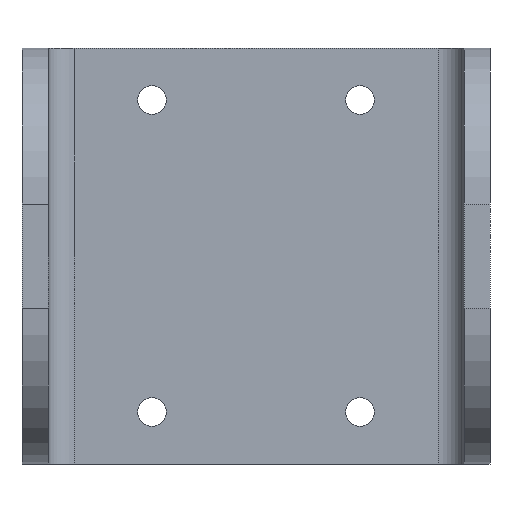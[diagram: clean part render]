
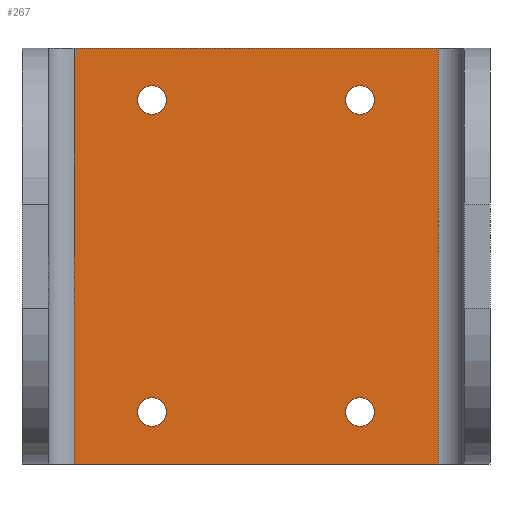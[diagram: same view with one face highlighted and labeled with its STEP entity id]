
A CAD part, front view. The second image highlights one B-rep face of the part: STEP entity #267.
In plain terms, the highlighted planar face has unit normal (0, -1, 0).
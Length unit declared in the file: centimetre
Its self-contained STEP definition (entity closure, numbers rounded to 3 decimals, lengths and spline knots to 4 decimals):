
#6 = FACE_BOUND ( 'NONE', #745, .T. ) ;
#22 = CARTESIAN_POINT ( 'NONE',  ( 0., 0., 0. ) ) ;
#24 = LINE ( 'NONE', #851, #932 ) ;
#27 = LINE ( 'NONE', #22, #1057 ) ;
#55 = CIRCLE ( 'NONE', #478, 0.275 ) ;
#59 = ORIENTED_EDGE ( 'NONE', *, *, #577, .F. ) ;
#75 = ORIENTED_EDGE ( 'NONE', *, *, #195, .F. ) ;
#81 = CARTESIAN_POINT ( 'NONE',  ( 0.5, 0., 0. ) ) ;
#82 = ORIENTED_EDGE ( 'NONE', *, *, #602, .F. ) ;
#84 = CARTESIAN_POINT ( 'NONE',  ( 6., 0., -7.275 ) ) ;
#88 = DIRECTION ( 'NONE',  ( 0., 0., 1. ) ) ;
#106 = DIRECTION ( 'NONE',  ( 0., -1., 0. ) ) ;
#116 = DIRECTION ( 'NONE',  ( 0., 0., -1. ) ) ;
#126 = VERTEX_POINT ( 'NONE', #1070 ) ;
#133 = EDGE_CURVE ( 'NONE', #202, #512, #345, .T. ) ;
#134 = ORIENTED_EDGE ( 'NONE', *, *, #1095, .F. ) ;
#169 = CARTESIAN_POINT ( 'NONE',  ( 6., 0., -7. ) ) ;
#174 = CARTESIAN_POINT ( 'NONE',  ( 6., 0., -1. ) ) ;
#179 = DIRECTION ( 'NONE',  ( 0., 0., -1. ) ) ;
#180 = EDGE_LOOP ( 'NONE', ( #555, #692 ) ) ;
#195 = EDGE_CURVE ( 'NONE', #738, #1027, #835, .T. ) ;
#202 = VERTEX_POINT ( 'NONE', #277 ) ;
#208 = CIRCLE ( 'NONE', #1094, 0.275 ) ;
#225 = AXIS2_PLACEMENT_3D ( 'NONE', #169, #106, #990 ) ;
#267 = ADVANCED_FACE ( 'NONE', ( #999, #541, #452, #6, #811 ), #906, .T. ) ;
#277 = CARTESIAN_POINT ( 'NONE',  ( 6., 0., -1.275 ) ) ;
#304 = EDGE_CURVE ( 'NONE', #600, #972, #27, .T. ) ;
#331 = CARTESIAN_POINT ( 'NONE',  ( 2., 0., -1. ) ) ;
#345 = CIRCLE ( 'NONE', #757, 0.275 ) ;
#361 = LINE ( 'NONE', #902, #686 ) ;
#365 = DIRECTION ( 'NONE',  ( 0., 0., -1. ) ) ;
#369 = DIRECTION ( 'NONE',  ( 0., 0., -1. ) ) ;
#378 = CARTESIAN_POINT ( 'NONE',  ( 6., 0., -1. ) ) ;
#398 = CARTESIAN_POINT ( 'NONE',  ( 6., 0., -6.725 ) ) ;
#428 = CARTESIAN_POINT ( 'NONE',  ( 7.5, 0., -8. ) ) ;
#429 = VERTEX_POINT ( 'NONE', #428 ) ;
#450 = DIRECTION ( 'NONE',  ( -1., 0., 0. ) ) ;
#452 = FACE_BOUND ( 'NONE', #1068, .T. ) ;
#453 = CARTESIAN_POINT ( 'NONE',  ( 2., 0., -1. ) ) ;
#462 = DIRECTION ( 'NONE',  ( 0., 0., -1. ) ) ;
#478 = AXIS2_PLACEMENT_3D ( 'NONE', #174, #993, #179 ) ;
#512 = VERTEX_POINT ( 'NONE', #1054 ) ;
#541 = FACE_BOUND ( 'NONE', #549, .T. ) ;
#545 = DIRECTION ( 'NONE',  ( 0., 0., -1. ) ) ;
#548 = CARTESIAN_POINT ( 'NONE',  ( 2., 0., -7. ) ) ;
#549 = EDGE_LOOP ( 'NONE', ( #59, #75 ) ) ;
#555 = ORIENTED_EDGE ( 'NONE', *, *, #610, .F. ) ;
#557 = DIRECTION ( 'NONE',  ( 0., 0., -1. ) ) ;
#577 = EDGE_CURVE ( 'NONE', #1027, #738, #910, .T. ) ;
#583 = ORIENTED_EDGE ( 'NONE', *, *, #954, .F. ) ;
#593 = CARTESIAN_POINT ( 'NONE',  ( 0.5, 0., -8. ) ) ;
#600 = VERTEX_POINT ( 'NONE', #81 ) ;
#602 = EDGE_CURVE ( 'NONE', #429, #1006, #1004, .T. ) ;
#605 = ORIENTED_EDGE ( 'NONE', *, *, #133, .F. ) ;
#610 = EDGE_CURVE ( 'NONE', #665, #660, #208, .T. ) ;
#629 = CARTESIAN_POINT ( 'NONE',  ( 2., 0., -7.275 ) ) ;
#640 = DIRECTION ( 'NONE',  ( 0., -1., 0. ) ) ;
#660 = VERTEX_POINT ( 'NONE', #800 ) ;
#665 = VERTEX_POINT ( 'NONE', #629 ) ;
#681 = ORIENTED_EDGE ( 'NONE', *, *, #760, .T. ) ;
#683 = AXIS2_PLACEMENT_3D ( 'NONE', #1164, #1091, #545 ) ;
#686 = VECTOR ( 'NONE', #88, 100. ) ;
#692 = ORIENTED_EDGE ( 'NONE', *, *, #1025, .F. ) ;
#696 = EDGE_CURVE ( 'NONE', #512, #202, #55, .T. ) ;
#704 = CARTESIAN_POINT ( 'NONE',  ( 7.5, 0., 0. ) ) ;
#738 = VERTEX_POINT ( 'NONE', #398 ) ;
#739 = VECTOR ( 'NONE', #450, 100. ) ;
#745 = EDGE_LOOP ( 'NONE', ( #583, #134 ) ) ;
#757 = AXIS2_PLACEMENT_3D ( 'NONE', #378, #1160, #365 ) ;
#760 = EDGE_CURVE ( 'NONE', #600, #1006, #24, .T. ) ;
#764 = DIRECTION ( 'NONE',  ( 1., 0., 0. ) ) ;
#778 = CIRCLE ( 'NONE', #986, 0.275 ) ;
#800 = CARTESIAN_POINT ( 'NONE',  ( 2., 0., -6.725 ) ) ;
#811 = FACE_OUTER_BOUND ( 'NONE', #875, .T. ) ;
#816 = DIRECTION ( 'NONE',  ( 0., -1., 0. ) ) ;
#817 = CIRCLE ( 'NONE', #1040, 0.275 ) ;
#830 = ORIENTED_EDGE ( 'NONE', *, *, #304, .F. ) ;
#835 = CIRCLE ( 'NONE', #225, 0.275 ) ;
#851 = CARTESIAN_POINT ( 'NONE',  ( 0.5, 0., 0. ) ) ;
#858 = DIRECTION ( 'NONE',  ( 0., 0., -1. ) ) ;
#875 = EDGE_LOOP ( 'NONE', ( #82, #1080, #830, #681 ) ) ;
#892 = DIRECTION ( 'NONE',  ( 0., -1., 0. ) ) ;
#894 = CARTESIAN_POINT ( 'NONE',  ( 6., 0., -7. ) ) ;
#902 = CARTESIAN_POINT ( 'NONE',  ( 7.5, 0., 0. ) ) ;
#906 = PLANE ( 'NONE',  #683 ) ;
#908 = DIRECTION ( 'NONE',  ( 0., 0., -1. ) ) ;
#910 = CIRCLE ( 'NONE', #1166, 0.275 ) ;
#932 = VECTOR ( 'NONE', #116, 100. ) ;
#954 = EDGE_CURVE ( 'NONE', #1090, #126, #778, .T. ) ;
#956 = DIRECTION ( 'NONE',  ( 0., -1., 0. ) ) ;
#972 = VERTEX_POINT ( 'NONE', #704 ) ;
#986 = AXIS2_PLACEMENT_3D ( 'NONE', #331, #956, #858 ) ;
#990 = DIRECTION ( 'NONE',  ( 0., 0., -1. ) ) ;
#992 = DIRECTION ( 'NONE',  ( 0., -1., 0. ) ) ;
#993 = DIRECTION ( 'NONE',  ( 0., -1., 0. ) ) ;
#999 = FACE_BOUND ( 'NONE', #180, .T. ) ;
#1004 = LINE ( 'NONE', #1067, #739 ) ;
#1006 = VERTEX_POINT ( 'NONE', #593 ) ;
#1025 = EDGE_CURVE ( 'NONE', #660, #665, #817, .T. ) ;
#1027 = VERTEX_POINT ( 'NONE', #84 ) ;
#1040 = AXIS2_PLACEMENT_3D ( 'NONE', #1042, #892, #369 ) ;
#1042 = CARTESIAN_POINT ( 'NONE',  ( 2., 0., -7. ) ) ;
#1054 = CARTESIAN_POINT ( 'NONE',  ( 6., 0., -0.725 ) ) ;
#1057 = VECTOR ( 'NONE', #764, 100. ) ;
#1067 = CARTESIAN_POINT ( 'NONE',  ( 0., 0., -8. ) ) ;
#1068 = EDGE_LOOP ( 'NONE', ( #605, #1159 ) ) ;
#1070 = CARTESIAN_POINT ( 'NONE',  ( 2., 0., -0.725 ) ) ;
#1077 = CIRCLE ( 'NONE', #1114, 0.275 ) ;
#1080 = ORIENTED_EDGE ( 'NONE', *, *, #1142, .T. ) ;
#1090 = VERTEX_POINT ( 'NONE', #1168 ) ;
#1091 = DIRECTION ( 'NONE',  ( 0., -1., 0. ) ) ;
#1094 = AXIS2_PLACEMENT_3D ( 'NONE', #548, #816, #557 ) ;
#1095 = EDGE_CURVE ( 'NONE', #126, #1090, #1077, .T. ) ;
#1114 = AXIS2_PLACEMENT_3D ( 'NONE', #453, #992, #908 ) ;
#1142 = EDGE_CURVE ( 'NONE', #429, #972, #361, .T. ) ;
#1159 = ORIENTED_EDGE ( 'NONE', *, *, #696, .F. ) ;
#1160 = DIRECTION ( 'NONE',  ( 0., -1., 0. ) ) ;
#1164 = CARTESIAN_POINT ( 'NONE',  ( 0., 0., 0. ) ) ;
#1166 = AXIS2_PLACEMENT_3D ( 'NONE', #894, #640, #462 ) ;
#1168 = CARTESIAN_POINT ( 'NONE',  ( 2., 0., -1.275 ) ) ;
